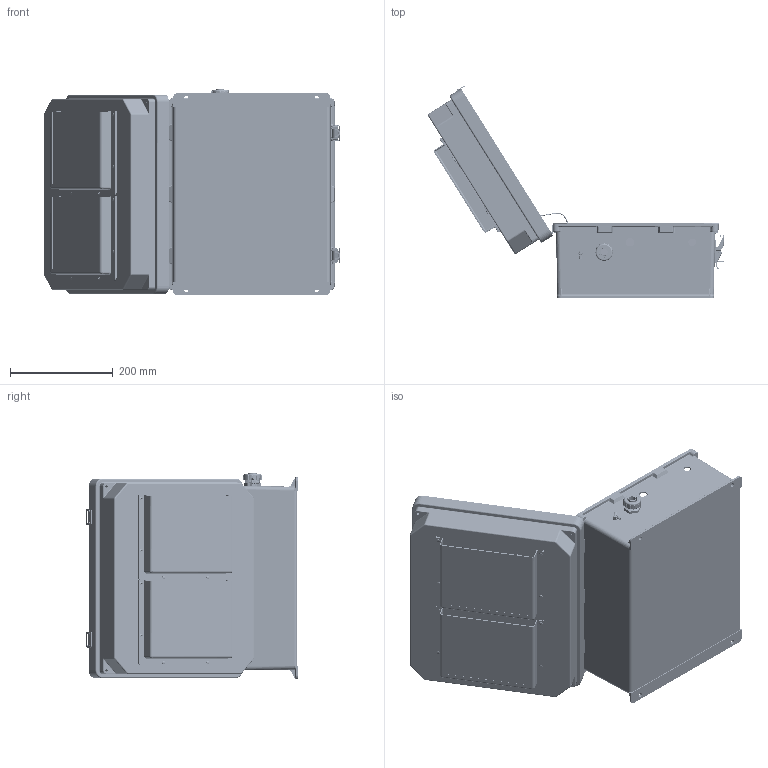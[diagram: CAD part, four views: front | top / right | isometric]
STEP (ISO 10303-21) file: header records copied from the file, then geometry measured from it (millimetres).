
FILE_DESCRIPTION (( 'STEP AP214' ), '1' );
FILE_NAME ('TEF141207-40F.STEP', '2018-11-20T18:07:32', ( '' ), ( '' ), 'SwSTEP 2.0', 'SolidWorks 2017', '' );
FILE_SCHEMA (( 'AUTOMOTIVE_DESIGN' ));
Length unit declared in the file: inch
Products named in the file (26): XC-0003; XFR-0005; NB141207-DoorClasp-2; XFS-0024_90184A168; NB141207-DoorClasp-1; FanWire-14-40F; NB141207-Lid-Vented; XMH-0002; NB141207-Hinge; Fan Screen-120x120 ALUM; NB141207-Box; XFN-0002; XM220-01-UL; TEF141207-40F; NEMA 14-400 GroundWire; XFW-0004; X-ASSY-HYP218-2; XFS-0017; 10-32 NEMA PLATE SCREW; XCT-0011; XCT-0010; 1BE02-011; XFW-0002; XFN-0003; XCT-0005; XFS-0026
Assembly tree (57 placements, depth 2):
  TEF141207-40F
    NB141207-Box
    NB141207-Hinge  x2
    NB141207-Lid-Vented
    NB141207-DoorClasp-1  x2
    NB141207-DoorClasp-2  x2
    XC-0003
    XFS-0026
    XCT-0005
    XFN-0003  x2
    XFW-0002
    1BE02-011
    XCT-0010
    XCT-0011
    10-32 NEMA PLATE SCREW  x4
    XFS-0017  x2
    X-ASSY-HYP218-2
    XFW-0004  x2
    NEMA 14-400 GroundWire
    XM220-01-UL  x2
    XFN-0002  x8
    Fan Screen-120x120 ALUM  x2
    XMH-0002
    FanWire-14-40F
    XFS-0024_90184A168  x4
    XFR-0005  x12
Bounding box: 578.04 x 413.37 x 402.37 mm (x, y, z)
Volume: 2529823.9 mm3; surface area: 1668353.2 mm2
Topology: 64 solids, 65 shells, 4575 faces, 12518 edges, 8146 vertices
Faces by surface type: cylinder 1746, plane 1695, bspline 557, cone 322, torus 239, sphere 16
Full cylindrical faces by diameter (mm): 0.269 x546, 1.778 x12, 2.705 x42, 3.15 x4, 3.175 x28, 3.251 x2, 3.252 x2, 3.302 x4, 3.378 x20, 3.411 x4, 3.607 x1, 3.797 x12, 4.064 x4, 4.496 x24, 5.004 x1, 5.08 x3, 5.182 x1, 5.3 x2, 5.436 x8, 5.639 x1, 6.35 x4, 6.5 x4, 6.655 x14, 7.62 x3, 8 x4, 8.928 x4, 9.22 x1, 9.296 x4, 9.525 x1, 10 x4
Entity records: 134413 total; most frequent: CARTESIAN_POINT 47746, ORIENTED_EDGE 14740, DIRECTION 13932, EDGE_CURVE 7370, AXIS2_PLACEMENT_3D 5180, VERTEX_POINT 5080, EDGE_LOOP 4680, FACE_OUTER_BOUND 3590
